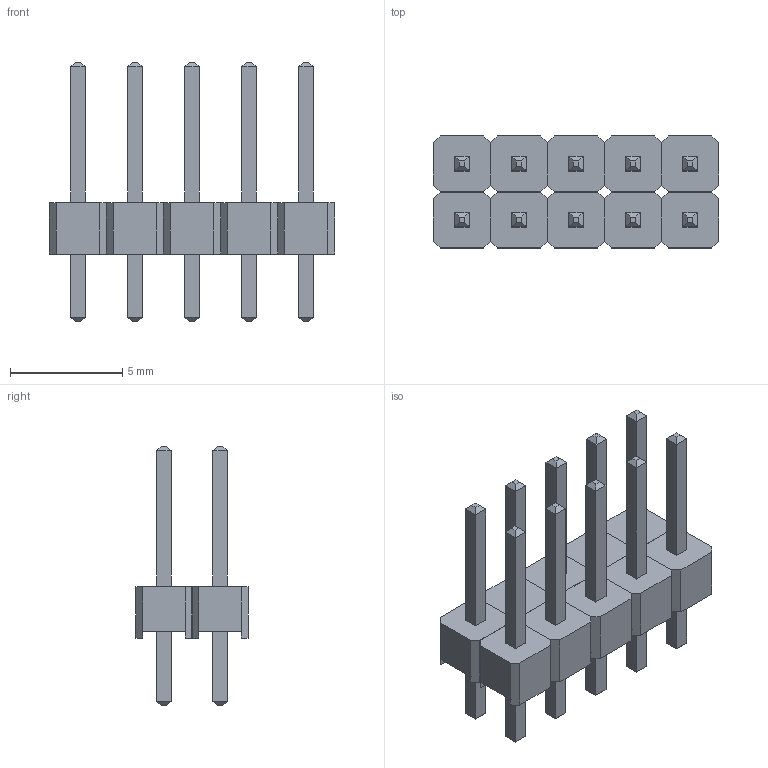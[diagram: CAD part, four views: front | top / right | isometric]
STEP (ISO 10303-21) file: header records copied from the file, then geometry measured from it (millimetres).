
FILE_DESCRIPTION(/* description */ (''),/* implementation_level */ '2;1');
FILE_NAME(/* name */ 'Header 2x5.step',/* time_stamp */ '2019-04-05T10:39:43+02:00',/* author */ (''),/* organization */ (''),/* preprocessor_version */ 'ST-DEVELOPER v17.2',/* originating_system */ 'Autodesk Translation Framework v7.6.0.251',/* authorisation */ '');
FILE_SCHEMA (('AUTOMOTIVE_DESIGN { 1 0 10303 214 3 1 1 }'));
Length unit declared in the file: millimetre
Products named in the file (3): (Nicht gespeichert); User Library-Header_Male_5Pin_PinArray; User Library-Header_Male_5Pin_BodyArray
Assembly tree (4 placements, depth 2):
  (Nicht gespeichert)
    User Library-Header_Male_5Pin_PinArray  x2
    User Library-Header_Male_5Pin_BodyArray  x2
Bounding box: 12.7 x 4.99 x 11.54 mm (x, y, z)
Volume: 164.6 mm3; surface area: 680.1 mm2
Topology: 20 solids, 20 shells, 320 faces, 720 edges, 440 vertices
Faces by surface type: plane 320
Entity records: 4411 total; most frequent: CARTESIAN_POINT 747, ORIENTED_EDGE 720, DIRECTION 694, LINE 360, VECTOR 360, EDGE_CURVE 360, VERTEX_POINT 220, EDGE_LOOP 170
